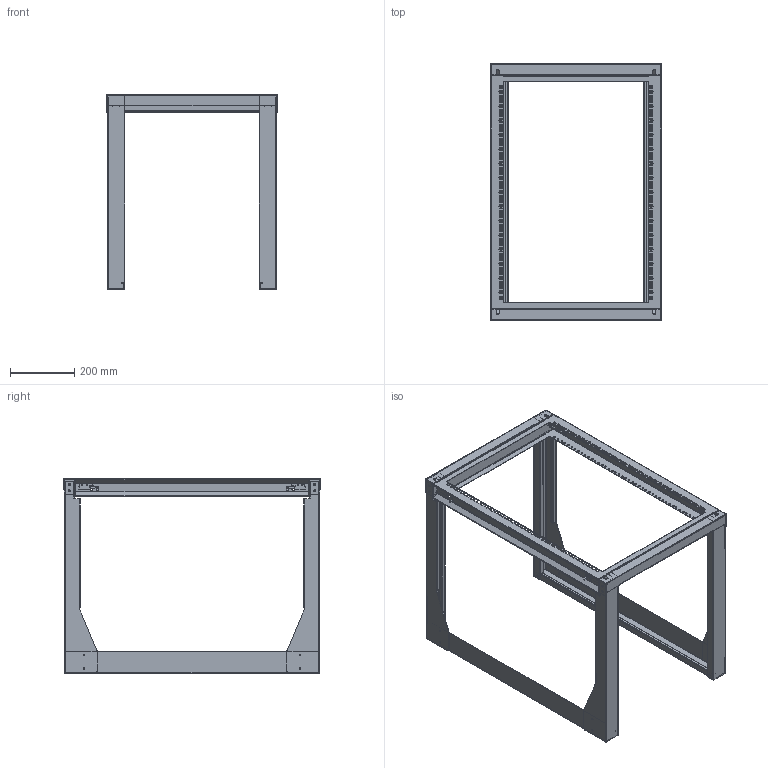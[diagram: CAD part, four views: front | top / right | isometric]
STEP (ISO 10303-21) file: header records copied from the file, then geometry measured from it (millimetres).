
FILE_DESCRIPTION (( 'STEP AP214' ), '1' );
FILE_NAME ('LC-24INSGWR-15U_3D.step', '2024-03-15T17:32:41', ( '' ), ( '' ), 'SwSTEP 2.0', 'SolidWorks 2022', '' );
FILE_SCHEMA (( 'AUTOMOTIVE_DESIGN' ));
Length unit declared in the file: inch
Products named in the file (3): LC-24INSGWR-15U_3D; LC-24INSGWR-15U_rear; LC-24INSGWR-15U_door
Assembly tree (2 placements, depth 2):
  LC-24INSGWR-15U_3D
    LC-24INSGWR-15U_rear
    LC-24INSGWR-15U_door
Bounding box: 531.2 x 794.35 x 604.2 mm (x, y, z)
Volume: 1947816.1 mm3; surface area: 2135100 mm2
Topology: 6 solids, 6 shells, 2400 faces, 6488 edges, 4008 vertices
Faces by surface type: plane 1542, cylinder 774, cone 60, bspline 24
Entity records: 76356 total; most frequent: CARTESIAN_POINT 13773, ORIENTED_EDGE 12976, DIRECTION 12906, EDGE_CURVE 6488, VECTOR 4768, LINE 4768, AXIS2_PLACEMENT_3D 4069, VERTEX_POINT 4008
